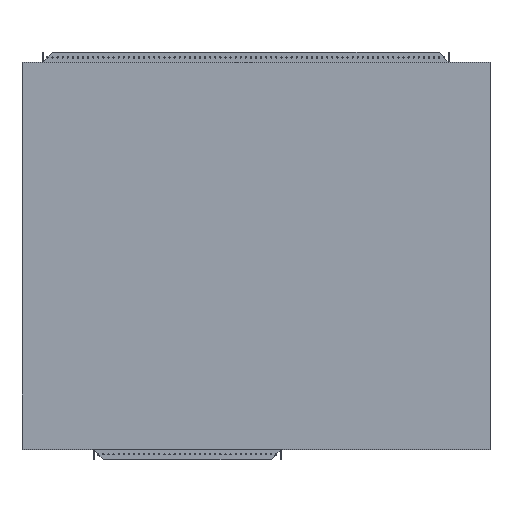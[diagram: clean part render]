
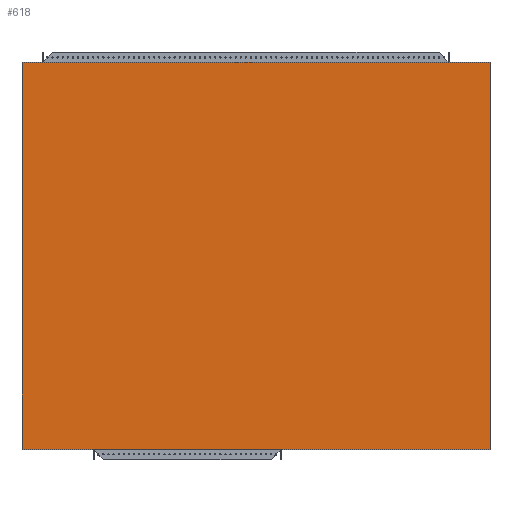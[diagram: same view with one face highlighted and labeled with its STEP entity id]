
A CAD part, top view. The second image highlights one B-rep face of the part: STEP entity #618.
In plain terms, the highlighted planar face has unit normal (0, 0, 1).
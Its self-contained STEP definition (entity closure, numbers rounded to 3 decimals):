
#618=ADVANCED_FACE('',(#1459),#1460,.T.);
#1459=FACE_OUTER_BOUND('',#2753,.T.);
#1460=PLANE('',#2754);
#2753=EDGE_LOOP('',(#4662,#4663,#4664,#4665));
#2754=AXIS2_PLACEMENT_3D('',#4666,#4667,#4668);
#4662=ORIENTED_EDGE('',*,*,#7796,.T.);
#4663=ORIENTED_EDGE('',*,*,#7797,.T.);
#4664=ORIENTED_EDGE('',*,*,#7798,.T.);
#4665=ORIENTED_EDGE('',*,*,#7799,.T.);
#4666=CARTESIAN_POINT('',(584.2,482.6,812.8));
#4667=DIRECTION('',(0.0,0.0,1.0));
#4668=DIRECTION('',(1.0,0.0,0.0));
#7796=EDGE_CURVE('',#9694,#9695,#9696,.T.);
#7797=EDGE_CURVE('',#9695,#9697,#9698,.T.);
#7798=EDGE_CURVE('',#9697,#9699,#9700,.T.);
#7799=EDGE_CURVE('',#9699,#9694,#9701,.T.);
#9694=VERTEX_POINT('',#12030);
#9695=VERTEX_POINT('',#12031);
#9696=LINE('',#12032,#12033);
#9697=VERTEX_POINT('',#12034);
#9698=LINE('',#12035,#12036);
#9699=VERTEX_POINT('',#12037);
#9700=LINE('',#12038,#12039);
#9701=LINE('',#12040,#12041);
#12030=CARTESIAN_POINT('',(1168.4,0.0,812.8));
#12031=CARTESIAN_POINT('',(1168.4,965.2,812.8));
#12032=CARTESIAN_POINT('',(1168.4,482.6,812.8));
#12033=VECTOR('',#14282,25.4);
#12034=CARTESIAN_POINT('',(0.0,965.2,812.8));
#12035=CARTESIAN_POINT('',(584.2,965.2,812.8));
#12036=VECTOR('',#14283,25.4);
#12037=CARTESIAN_POINT('',(0.0,0.0,812.8));
#12038=CARTESIAN_POINT('',(0.0,482.6,812.8));
#12039=VECTOR('',#14284,25.4);
#12040=CARTESIAN_POINT('',(584.2,0.0,812.8));
#12041=VECTOR('',#14285,25.4);
#14282=DIRECTION('',(0.0,1.0,0.0));
#14283=DIRECTION('',(-1.0,0.0,0.0));
#14284=DIRECTION('',(0.0,-1.0,0.0));
#14285=DIRECTION('',(1.0,0.0,0.0));
